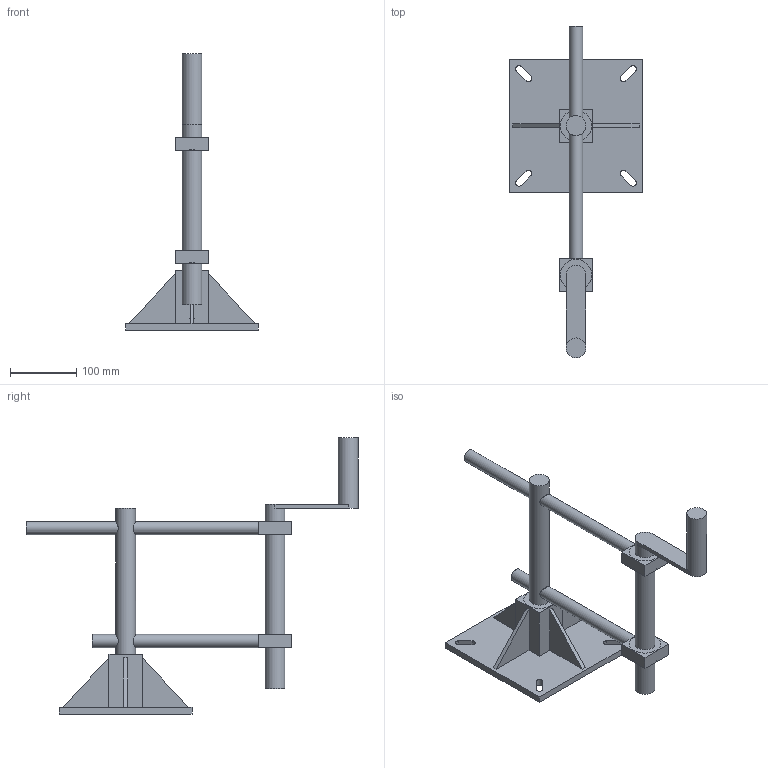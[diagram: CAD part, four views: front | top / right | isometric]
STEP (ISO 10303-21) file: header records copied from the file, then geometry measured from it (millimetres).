
FILE_DESCRIPTION(/* description */ ('STEP AP242','CAx-IF Rec.Pracs.---Representation and Presentation of Product Manufacturing Information (PMI)---4.0---2014-10-13','CAx-IF Rec.Pracs.---3D Tessellated Geometry---0.4---2014-09-14','2;1'),/* implementation_level */ '2;1');
FILE_NAME(/* name */ '64a293679600636863d0c111',/* time_stamp */ '2023-07-03T09:22:48Z',/* author */ (''),/* organization */ (''),/* preprocessor_version */ 'ST-DEVELOPER v19.4',/* originating_system */ ' ',/* authorisation */ ' ');
FILE_SCHEMA (('AP242_MANAGED_MODEL_BASED_3D_ENGINEERING_MIM_LF { 1 0 10303 442 1 1 4 }'));
Length unit declared in the file: metre
Products named in the file (14): Part 14; Part 13; Part 12; Part 11; Part 10; Part 9; Part 8; Part 7; Part 6; Part 5; Part 3; Part 4; Part 2; Part 1
Bounding box: 200 x 500 x 416 mm (x, y, z)
Volume: 1336847.1 mm3; surface area: 303853.3 mm2
Topology: 14 solids, 14 shells, 107 faces, 224 edges, 149 vertices
Faces by surface type: plane 76, cylinder 31
Full cylindrical faces by diameter (mm): 20 x4, 30 x10, 47 x9
Entity records: 3162 total; most frequent: CARTESIAN_POINT 545, DIRECTION 494, ORIENTED_EDGE 388, EDGE_CURVE 194, AXIS2_PLACEMENT_3D 183, EDGE_LOOP 162, FACE_BOUND 162, VERTEX_POINT 142
